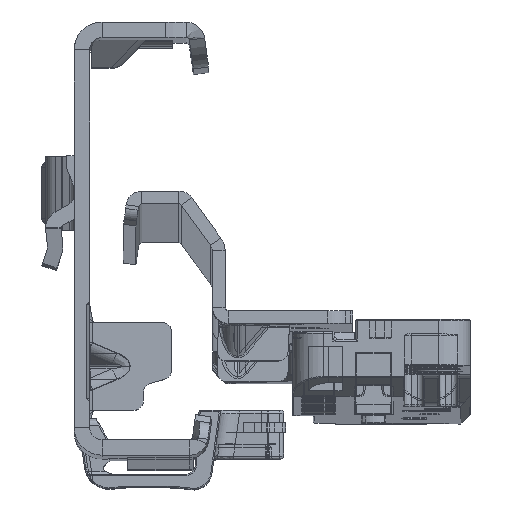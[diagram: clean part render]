
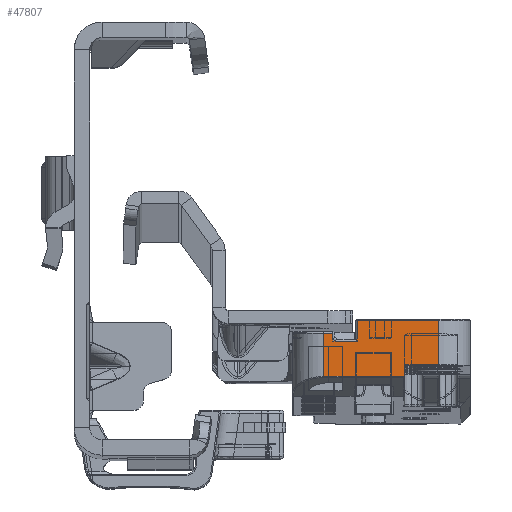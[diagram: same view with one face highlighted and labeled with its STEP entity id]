
A CAD part, top view. The second image highlights one B-rep face of the part: STEP entity #47807.
In plain terms, the highlighted face is planar.
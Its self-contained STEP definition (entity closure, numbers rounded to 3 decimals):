
#42 = CARTESIAN_POINT ( 'NONE',  ( 4.6, -6.785, -284.5 ) ) ;
#334 = DIRECTION ( 'NONE',  ( 1., 0., 0. ) ) ;
#979 = DIRECTION ( 'NONE',  ( 0., -1., 0. ) ) ;
#1603 = LINE ( 'NONE', #19817, #33406 ) ;
#2021 = VERTEX_POINT ( 'NONE', #78394 ) ;
#4124 = ORIENTED_EDGE ( 'NONE', *, *, #91617, .T. ) ;
#5424 = CARTESIAN_POINT ( 'NONE',  ( 3.15, 0.1, -284.5 ) ) ;
#6449 = EDGE_LOOP ( 'NONE', ( #50284, #14920, #40316, #43178, #45295, #50897, #20480, #78595, #7684, #96584, #4124, #52031 ) ) ;
#6571 = CARTESIAN_POINT ( 'NONE',  ( -13.7, 2.1, -284.5 ) ) ;
#7684 = ORIENTED_EDGE ( 'NONE', *, *, #62337, .F. ) ;
#8221 = VECTOR ( 'NONE', #104467, 1000. ) ;
#8335 = VERTEX_POINT ( 'NONE', #35443 ) ;
#10531 = CARTESIAN_POINT ( 'NONE',  ( -8.3, -5., -284.5 ) ) ;
#10582 = EDGE_CURVE ( 'NONE', #79351, #65954, #17315, .T. ) ;
#12909 = DIRECTION ( 'NONE',  ( 0., 0., 1. ) ) ;
#13915 = EDGE_CURVE ( 'NONE', #48491, #78770, #104112, .T. ) ;
#14375 = DIRECTION ( 'NONE',  ( 0., 1., 0. ) ) ;
#14920 = ORIENTED_EDGE ( 'NONE', *, *, #13915, .T. ) ;
#16090 = VECTOR ( 'NONE', #979, 1000. ) ;
#17315 = CIRCLE ( 'NONE', #44311, 0.2 ) ;
#17589 = CARTESIAN_POINT ( 'NONE',  ( -8.273, -6.785, -284.5 ) ) ;
#17627 = CARTESIAN_POINT ( 'NONE',  ( -8.3, -5.2, -284.5 ) ) ;
#19686 = CARTESIAN_POINT ( 'NONE',  ( -8.5, -5., -284.5 ) ) ;
#19817 = CARTESIAN_POINT ( 'NONE',  ( 4.6, 0.1, -284.5 ) ) ;
#20097 = VECTOR ( 'NONE', #14375, 1000. ) ;
#20480 = ORIENTED_EDGE ( 'NONE', *, *, #73412, .F. ) ;
#22522 = EDGE_CURVE ( 'NONE', #57650, #48491, #106096, .T. ) ;
#23452 = LINE ( 'NONE', #83231, #71454 ) ;
#23586 = CARTESIAN_POINT ( 'NONE',  ( -8.3, -6.669, -284.5 ) ) ;
#24722 = DIRECTION ( 'NONE',  ( 0., 1., 0. ) ) ;
#27332 = EDGE_CURVE ( 'NONE', #61413, #88504, #93312, .T. ) ;
#30884 = DIRECTION ( 'NONE',  ( 1., 0., 0. ) ) ;
#33406 = VECTOR ( 'NONE', #30884, 1000. ) ;
#35072 = CARTESIAN_POINT ( 'NONE',  ( 3.15, -1.15, -284.5 ) ) ;
#35443 = CARTESIAN_POINT ( 'NONE',  ( 4.6, 0.1, -284.5 ) ) ;
#35951 = EDGE_CURVE ( 'NONE', #75115, #8335, #124634, .T. ) ;
#40316 = ORIENTED_EDGE ( 'NONE', *, *, #84916, .T. ) ;
#41251 = CARTESIAN_POINT ( 'NONE',  ( -8.3, 0., -284.5 ) ) ;
#41883 = DIRECTION ( 'NONE',  ( 0., -1., 0. ) ) ;
#43178 = ORIENTED_EDGE ( 'NONE', *, *, #35951, .F. ) ;
#44311 = AXIS2_PLACEMENT_3D ( 'NONE', #62335, #12909, #118983 ) ;
#44688 = PLANE ( 'NONE',  #105132 ) ;
#45295 = ORIENTED_EDGE ( 'NONE', *, *, #81153, .T. ) ;
#47807 = ADVANCED_FACE ( 'NONE', ( #124011 ), #44688, .F. ) ;
#48296 = DIRECTION ( 'NONE',  ( 1., 0., 0. ) ) ;
#48491 = VERTEX_POINT ( 'NONE', #35072 ) ;
#50284 = ORIENTED_EDGE ( 'NONE', *, *, #22522, .T. ) ;
#50399 = LINE ( 'NONE', #41251, #50944 ) ;
#50897 = ORIENTED_EDGE ( 'NONE', *, *, #27332, .T. ) ;
#50944 = VECTOR ( 'NONE', #41883, 1000. ) ;
#51392 = CARTESIAN_POINT ( 'NONE',  ( -8.3, -6.669, -284.5 ) ) ;
#52031 = ORIENTED_EDGE ( 'NONE', *, *, #64562, .T. ) ;
#57650 = VERTEX_POINT ( 'NONE', #114885 ) ;
#61413 = VERTEX_POINT ( 'NONE', #76036 ) ;
#62335 = CARTESIAN_POINT ( 'NONE',  ( -8.5, -5.2, -284.5 ) ) ;
#62337 = EDGE_CURVE ( 'NONE', #98053, #65954, #97666, .T. ) ;
#64562 = EDGE_CURVE ( 'NONE', #2021, #57650, #121227, .T. ) ;
#65954 = VERTEX_POINT ( 'NONE', #19686 ) ;
#66116 = DIRECTION ( 'NONE',  ( 0., 0., 1. ) ) ;
#67713 = DIRECTION ( 'NONE',  ( 1., 0., 0. ) ) ;
#71454 = VECTOR ( 'NONE', #24722, 1000. ) ;
#71476 = CARTESIAN_POINT ( 'NONE',  ( -8.3, -6.71, -284.5 ) ) ;
#73412 = EDGE_CURVE ( 'NONE', #79351, #88504, #50399, .T. ) ;
#74545 = CARTESIAN_POINT ( 'NONE',  ( 4.6, -242.444, -284.5 ) ) ;
#75115 = VERTEX_POINT ( 'NONE', #42 ) ;
#76036 = CARTESIAN_POINT ( 'NONE',  ( -8.273, -6.785, -284.5 ) ) ;
#76462 = VECTOR ( 'NONE', #67713, 1000. ) ;
#77689 = LINE ( 'NONE', #117396, #102587 ) ;
#78394 = CARTESIAN_POINT ( 'NONE',  ( -0.75, 2.1, -284.5 ) ) ;
#78595 = ORIENTED_EDGE ( 'NONE', *, *, #10582, .T. ) ;
#78770 = VERTEX_POINT ( 'NONE', #5424 ) ;
#79351 = VERTEX_POINT ( 'NONE', #17627 ) ;
#81153 = EDGE_CURVE ( 'NONE', #75115, #61413, #106733, .T. ) ;
#82350 = VECTOR ( 'NONE', #48296, 1000. ) ;
#83231 = CARTESIAN_POINT ( 'NONE',  ( -13.7, 2., -284.5 ) ) ;
#84306 = DIRECTION ( 'NONE',  ( 1., 0., 0. ) ) ;
#84514 = VECTOR ( 'NONE', #126260, 1000. ) ;
#84916 = EDGE_CURVE ( 'NONE', #78770, #8335, #1603, .T. ) ;
#88504 = VERTEX_POINT ( 'NONE', #23586 ) ;
#91617 = EDGE_CURVE ( 'NONE', #104607, #2021, #77689, .T. ) ;
#93312 =( BOUNDED_CURVE ( )  B_SPLINE_CURVE ( 3, ( #17589, #119670, #71476, #51392 ),
 .UNSPECIFIED., .F., .T. ) 
 B_SPLINE_CURVE_WITH_KNOTS ( ( 4, 4 ),
 ( 1.047, 1.571 ),
 .UNSPECIFIED. ) 
 CURVE ( )  GEOMETRIC_REPRESENTATION_ITEM ( )  RATIONAL_B_SPLINE_CURVE ( ( 1., 0.977, 0.977, 1. ) ) 
 REPRESENTATION_ITEM ( '' )  );
#95897 = EDGE_CURVE ( 'NONE', #98053, #104607, #23452, .T. ) ;
#96584 = ORIENTED_EDGE ( 'NONE', *, *, #95897, .T. ) ;
#96953 = CARTESIAN_POINT ( 'NONE',  ( 19.8, -1.15, -284.5 ) ) ;
#97666 = LINE ( 'NONE', #10531, #82350 ) ;
#98053 = VERTEX_POINT ( 'NONE', #105240 ) ;
#98233 = CARTESIAN_POINT ( 'NONE',  ( -8.3, -6.785, -284.5 ) ) ;
#102587 = VECTOR ( 'NONE', #334, 1000. ) ;
#103469 = CARTESIAN_POINT ( 'NONE',  ( 3.15, 0.1, -284.5 ) ) ;
#104112 = LINE ( 'NONE', #103469, #20097 ) ;
#104467 = DIRECTION ( 'NONE',  ( 0., 1., 0. ) ) ;
#104607 = VERTEX_POINT ( 'NONE', #6571 ) ;
#105132 = AXIS2_PLACEMENT_3D ( 'NONE', #116202, #66116, #84306 ) ;
#105240 = CARTESIAN_POINT ( 'NONE',  ( -13.7, -5., -284.5 ) ) ;
#106096 = LINE ( 'NONE', #96953, #76462 ) ;
#106733 = LINE ( 'NONE', #98233, #84514 ) ;
#114885 = CARTESIAN_POINT ( 'NONE',  ( -0.75, -1.15, -284.5 ) ) ;
#116202 = CARTESIAN_POINT ( 'NONE',  ( 19.8, 2.6, -284.5 ) ) ;
#117396 = CARTESIAN_POINT ( 'NONE',  ( -0.7, 2.1, -284.5 ) ) ;
#118983 = DIRECTION ( 'NONE',  ( 1., 0., 0. ) ) ;
#119670 = CARTESIAN_POINT ( 'NONE',  ( -8.291, -6.749, -284.5 ) ) ;
#119962 = CARTESIAN_POINT ( 'NONE',  ( -0.75, -0.9, -284.5 ) ) ;
#121227 = LINE ( 'NONE', #119962, #16090 ) ;
#124011 = FACE_OUTER_BOUND ( 'NONE', #6449, .T. ) ;
#124634 = LINE ( 'NONE', #74545, #8221 ) ;
#126260 = DIRECTION ( 'NONE',  ( -1., 0., 0. ) ) ;
